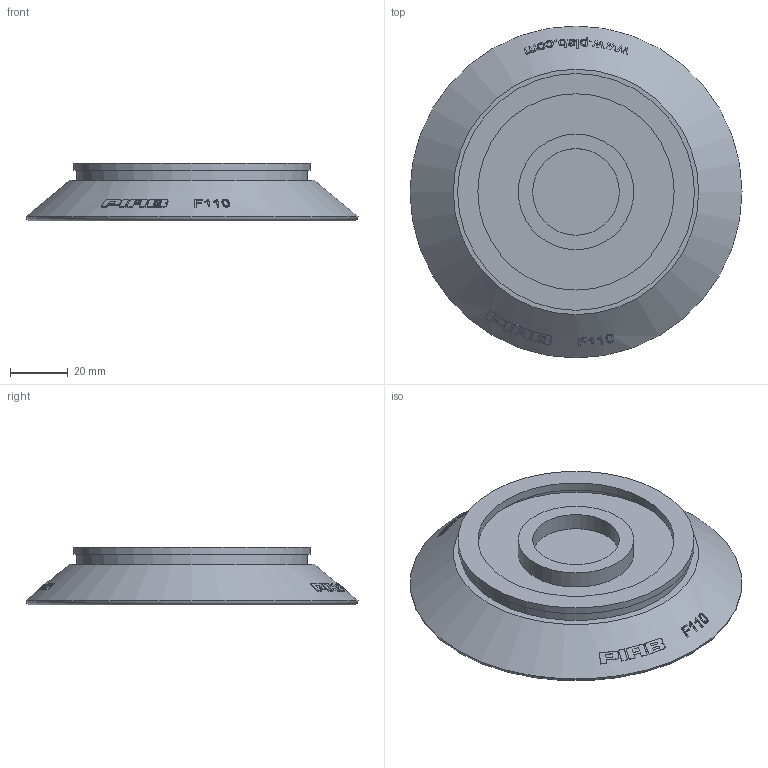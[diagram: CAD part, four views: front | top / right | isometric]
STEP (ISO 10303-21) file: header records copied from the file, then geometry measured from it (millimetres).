
FILE_DESCRIPTION( ( 'Unknown' ), '1' );
FILE_NAME( 'SE-0412602.stp', 'Unknown', ( 'Unknown' ), ( 'Unknown' ), 'PSStep 17.0.49', 'Unknown', ' ' );
FILE_SCHEMA( ( 'AUTOMOTIVE_DESIGN { 1 0 10303 214 1 1 1 1 }' ) );
Length unit declared in the file: millimetre
Products named in the file (1): 1
Bounding box: 115 x 115 x 20 mm (x, y, z)
Volume: 124640.4 mm3; surface area: 28600.1 mm2
Topology: 1 solids, 1 shells, 302 faces, 791 edges, 527 vertices
Faces by surface type: plane 161, extrusion 87, cone 31, cylinder 22, torus 1
Full cylindrical faces by diameter (mm): 30 x1, 40 x1, 68 x1, 74 x1, 80 x1, 82 x1
Entity records: 10934 total; most frequent: CARTESIAN_POINT 4494, ORIENTED_EDGE 1566, DIRECTION 805, EDGE_CURVE 783, B_SPLINE_CURVE_WITH_KNOTS 599, VERTEX_POINT 527, EDGE_LOOP 346, VECTOR 343
